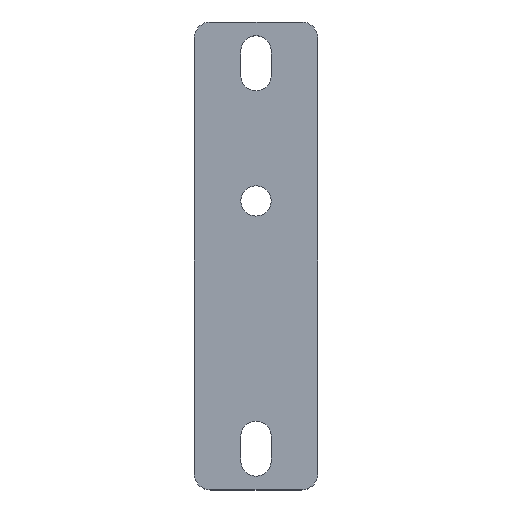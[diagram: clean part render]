
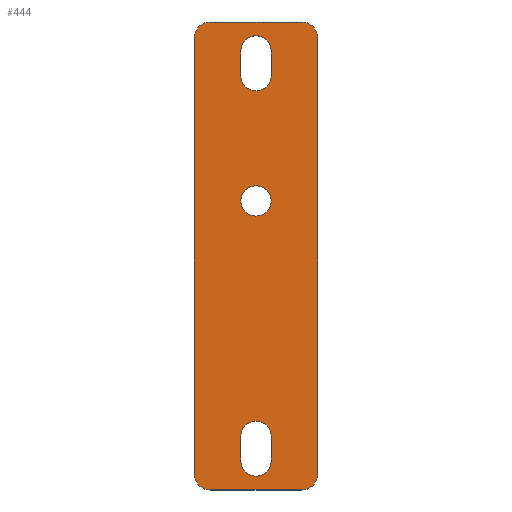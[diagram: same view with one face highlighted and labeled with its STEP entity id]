
A CAD part, top view. The second image highlights one B-rep face of the part: STEP entity #444.
In plain terms, the highlighted planar face has unit normal (0, 0, 1).
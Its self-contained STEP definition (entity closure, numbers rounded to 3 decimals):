
#57 = CARTESIAN_POINT ( 'NONE',  ( 16.5, -79., 4. ) ) ;
#80 = ORIENTED_EDGE ( 'NONE', *, *, #3226, .F. ) ;
#140 = CARTESIAN_POINT ( 'NONE',  ( -5.5, -65.5, 4. ) ) ;
#151 = DIRECTION ( 'NONE',  ( 0., -1., 0. ) ) ;
#196 = EDGE_CURVE ( 'NONE', #2291, #396, #3685, .T. ) ;
#211 = VERTEX_POINT ( 'NONE', #2629 ) ;
#225 = LINE ( 'NONE', #2795, #1056 ) ;
#289 = ORIENTED_EDGE ( 'NONE', *, *, #3546, .T. ) ;
#325 = DIRECTION ( 'NONE',  ( 0., 1., 0. ) ) ;
#396 = VERTEX_POINT ( 'NONE', #3700 ) ;
#402 = DIRECTION ( 'NONE',  ( 1., 0., 0. ) ) ;
#440 = CARTESIAN_POINT ( 'NONE',  ( 16.5, 79., 4. ) ) ;
#444 = ADVANCED_FACE ( 'NONE', ( #2104, #3032, #3355, #1192 ), #2893, .T. ) ;
#449 = DIRECTION ( 'NONE',  ( 0., 0., 1. ) ) ;
#501 = LINE ( 'NONE', #4471, #2219 ) ;
#565 = CARTESIAN_POINT ( 'NONE',  ( 5.5, 65.5, 4. ) ) ;
#587 = AXIS2_PLACEMENT_3D ( 'NONE', #959, #3380, #1311 ) ;
#613 = CIRCLE ( 'NONE', #3053, 6. ) ;
#764 = VECTOR ( 'NONE', #151, 1000. ) ;
#800 = DIRECTION ( 'NONE',  ( 1., 0., 0. ) ) ;
#823 = CARTESIAN_POINT ( 'NONE',  ( 0., 0., 4. ) ) ;
#858 = CIRCLE ( 'NONE', #1344, 5.5 ) ;
#873 = AXIS2_PLACEMENT_3D ( 'NONE', #1553, #3959, #1888 ) ;
#896 = ORIENTED_EDGE ( 'NONE', *, *, #2468, .F. ) ;
#920 = EDGE_CURVE ( 'NONE', #3610, #2001, #1142, .T. ) ;
#959 = CARTESIAN_POINT ( 'NONE',  ( -16.5, 79., 4. ) ) ;
#971 = LINE ( 'NONE', #1728, #4420 ) ;
#1054 = DIRECTION ( 'NONE',  ( 0., 0., 1. ) ) ;
#1056 = VECTOR ( 'NONE', #4179, 1000. ) ;
#1062 = AXIS2_PLACEMENT_3D ( 'NONE', #2525, #449, #2875 ) ;
#1085 = DIRECTION ( 'NONE',  ( 0., 1., 0. ) ) ;
#1090 = CIRCLE ( 'NONE', #1062, 5.5 ) ;
#1122 = ORIENTED_EDGE ( 'NONE', *, *, #3482, .F. ) ;
#1142 = CIRCLE ( 'NONE', #2341, 5.5 ) ;
#1149 = CARTESIAN_POINT ( 'NONE',  ( 0., 74.5, 4. ) ) ;
#1160 = CIRCLE ( 'NONE', #2905, 6. ) ;
#1170 = DIRECTION ( 'NONE',  ( 1., 0., 0. ) ) ;
#1192 = FACE_OUTER_BOUND ( 'NONE', #4135, .T. ) ;
#1223 = EDGE_CURVE ( 'NONE', #1639, #3282, #1519, .T. ) ;
#1226 = ORIENTED_EDGE ( 'NONE', *, *, #4075, .T. ) ;
#1283 = CARTESIAN_POINT ( 'NONE',  ( -16.5, -85., 4. ) ) ;
#1311 = DIRECTION ( 'NONE',  ( 1., 0., 0. ) ) ;
#1344 = AXIS2_PLACEMENT_3D ( 'NONE', #1149, #3571, #1498 ) ;
#1357 = CARTESIAN_POINT ( 'NONE',  ( 22.5, -79., 4. ) ) ;
#1441 = CARTESIAN_POINT ( 'NONE',  ( 5.5, -74.5, 4. ) ) ;
#1450 = ORIENTED_EDGE ( 'NONE', *, *, #1992, .T. ) ;
#1498 = DIRECTION ( 'NONE',  ( 1., 0., 0. ) ) ;
#1519 = CIRCLE ( 'NONE', #873, 5.5 ) ;
#1537 = EDGE_CURVE ( 'NONE', #2057, #2897, #3730, .T. ) ;
#1553 = CARTESIAN_POINT ( 'NONE',  ( 0., -65.5, 4. ) ) ;
#1635 = CARTESIAN_POINT ( 'NONE',  ( 16.5, -85., 4. ) ) ;
#1639 = VERTEX_POINT ( 'NONE', #3210 ) ;
#1716 = DIRECTION ( 'NONE',  ( 0., 0., 1. ) ) ;
#1721 = CARTESIAN_POINT ( 'NONE',  ( 16.5, 85., 4. ) ) ;
#1728 = CARTESIAN_POINT ( 'NONE',  ( 5.5, 74.5, 4. ) ) ;
#1729 = CARTESIAN_POINT ( 'NONE',  ( -22.5, -79., 4. ) ) ;
#1733 = LINE ( 'NONE', #4356, #3469 ) ;
#1747 = EDGE_CURVE ( 'NONE', #2001, #4459, #971, .T. ) ;
#1803 = CARTESIAN_POINT ( 'NONE',  ( 0., 20., 4. ) ) ;
#1821 = ORIENTED_EDGE ( 'NONE', *, *, #1223, .F. ) ;
#1831 = AXIS2_PLACEMENT_3D ( 'NONE', #1803, #4221, #2140 ) ;
#1846 = EDGE_LOOP ( 'NONE', ( #80, #1924, #3766, #1122 ) ) ;
#1888 = DIRECTION ( 'NONE',  ( -1., 0., 0. ) ) ;
#1924 = ORIENTED_EDGE ( 'NONE', *, *, #1747, .F. ) ;
#1958 = LINE ( 'NONE', #3503, #2672 ) ;
#1992 = EDGE_CURVE ( 'NONE', #3077, #3741, #1733, .T. ) ;
#2001 = VERTEX_POINT ( 'NONE', #565 ) ;
#2028 = ORIENTED_EDGE ( 'NONE', *, *, #2065, .T. ) ;
#2057 = VERTEX_POINT ( 'NONE', #1635 ) ;
#2065 = EDGE_CURVE ( 'NONE', #4242, #2057, #4373, .T. ) ;
#2104 = FACE_BOUND ( 'NONE', #3540, .T. ) ;
#2131 = EDGE_CURVE ( 'NONE', #396, #3077, #4272, .T. ) ;
#2140 = DIRECTION ( 'NONE',  ( 1., 0., 0. ) ) ;
#2219 = VECTOR ( 'NONE', #325, 1000. ) ;
#2238 = ORIENTED_EDGE ( 'NONE', *, *, #2131, .T. ) ;
#2291 = VERTEX_POINT ( 'NONE', #1721 ) ;
#2341 = AXIS2_PLACEMENT_3D ( 'NONE', #3121, #1054, #3476 ) ;
#2354 = EDGE_CURVE ( 'NONE', #4099, #3092, #1090, .T. ) ;
#2468 = EDGE_CURVE ( 'NONE', #3282, #4099, #4422, .T. ) ;
#2473 = ORIENTED_EDGE ( 'NONE', *, *, #4447, .T. ) ;
#2483 = DIRECTION ( 'NONE',  ( 0., 0., 1. ) ) ;
#2525 = CARTESIAN_POINT ( 'NONE',  ( 0., -74.5, 4. ) ) ;
#2545 = VECTOR ( 'NONE', #4388, 1000. ) ;
#2566 = CIRCLE ( 'NONE', #1831, 5.5 ) ;
#2629 = CARTESIAN_POINT ( 'NONE',  ( 22.5, 79., 4. ) ) ;
#2632 = ORIENTED_EDGE ( 'NONE', *, *, #3615, .F. ) ;
#2668 = AXIS2_PLACEMENT_3D ( 'NONE', #823, #3242, #1170 ) ;
#2672 = VECTOR ( 'NONE', #1085, 1000. ) ;
#2768 = VECTOR ( 'NONE', #4002, 1000. ) ;
#2780 = CARTESIAN_POINT ( 'NONE',  ( 5.5, 20., 4. ) ) ;
#2795 = CARTESIAN_POINT ( 'NONE',  ( -5.5, 74.5, 4. ) ) ;
#2799 = CARTESIAN_POINT ( 'NONE',  ( -22.5, 79., 4. ) ) ;
#2870 = DIRECTION ( 'NONE',  ( 0., 0., 1. ) ) ;
#2875 = DIRECTION ( 'NONE',  ( -1., 0., 0. ) ) ;
#2893 = PLANE ( 'NONE',  #2668 ) ;
#2897 = VERTEX_POINT ( 'NONE', #1357 ) ;
#2905 = AXIS2_PLACEMENT_3D ( 'NONE', #440, #2870, #800 ) ;
#2957 = ORIENTED_EDGE ( 'NONE', *, *, #1537, .T. ) ;
#2961 = AXIS2_PLACEMENT_3D ( 'NONE', #57, #2483, #402 ) ;
#2963 = CARTESIAN_POINT ( 'NONE',  ( -22.5, 85., 4. ) ) ;
#3032 = FACE_BOUND ( 'NONE', #4276, .T. ) ;
#3053 = AXIS2_PLACEMENT_3D ( 'NONE', #3791, #1716, #4129 ) ;
#3067 = ORIENTED_EDGE ( 'NONE', *, *, #196, .T. ) ;
#3077 = VERTEX_POINT ( 'NONE', #2799 ) ;
#3092 = VERTEX_POINT ( 'NONE', #1441 ) ;
#3112 = VERTEX_POINT ( 'NONE', #3527 ) ;
#3121 = CARTESIAN_POINT ( 'NONE',  ( 0., 65.5, 4. ) ) ;
#3187 = CARTESIAN_POINT ( 'NONE',  ( -5.5, 65.5, 4. ) ) ;
#3210 = CARTESIAN_POINT ( 'NONE',  ( 5.5, -65.5, 4. ) ) ;
#3226 = EDGE_CURVE ( 'NONE', #4459, #3112, #858, .T. ) ;
#3242 = DIRECTION ( 'NONE',  ( 0., 0., 1. ) ) ;
#3278 = CARTESIAN_POINT ( 'NONE',  ( -5.5, -74.5, 4. ) ) ;
#3282 = VERTEX_POINT ( 'NONE', #140 ) ;
#3355 = FACE_BOUND ( 'NONE', #1846, .T. ) ;
#3380 = DIRECTION ( 'NONE',  ( 0., 0., 1. ) ) ;
#3443 = CARTESIAN_POINT ( 'NONE',  ( 5.5, 74.5, 4. ) ) ;
#3459 = DIRECTION ( 'NONE',  ( 0., 1., 0. ) ) ;
#3469 = VECTOR ( 'NONE', #3669, 1000. ) ;
#3476 = DIRECTION ( 'NONE',  ( 1., 0., 0. ) ) ;
#3482 = EDGE_CURVE ( 'NONE', #3112, #3610, #225, .T. ) ;
#3503 = CARTESIAN_POINT ( 'NONE',  ( 22.5, 85., 4. ) ) ;
#3527 = CARTESIAN_POINT ( 'NONE',  ( -5.5, 74.5, 4. ) ) ;
#3540 = EDGE_LOOP ( 'NONE', ( #2632 ) ) ;
#3546 = EDGE_CURVE ( 'NONE', #2897, #211, #1958, .T. ) ;
#3560 = ORIENTED_EDGE ( 'NONE', *, *, #2354, .F. ) ;
#3571 = DIRECTION ( 'NONE',  ( 0., 0., 1. ) ) ;
#3610 = VERTEX_POINT ( 'NONE', #3187 ) ;
#3615 = EDGE_CURVE ( 'NONE', #3862, #3862, #2566, .T. ) ;
#3661 = ORIENTED_EDGE ( 'NONE', *, *, #4454, .F. ) ;
#3669 = DIRECTION ( 'NONE',  ( 0., -1., 0. ) ) ;
#3685 = LINE ( 'NONE', #2963, #2768 ) ;
#3700 = CARTESIAN_POINT ( 'NONE',  ( -16.5, 85., 4. ) ) ;
#3730 = CIRCLE ( 'NONE', #2961, 6. ) ;
#3741 = VERTEX_POINT ( 'NONE', #1729 ) ;
#3766 = ORIENTED_EDGE ( 'NONE', *, *, #920, .F. ) ;
#3791 = CARTESIAN_POINT ( 'NONE',  ( -16.5, -79., 4. ) ) ;
#3862 = VERTEX_POINT ( 'NONE', #2780 ) ;
#3959 = DIRECTION ( 'NONE',  ( 0., 0., 1. ) ) ;
#4002 = DIRECTION ( 'NONE',  ( -1., 0., 0. ) ) ;
#4038 = CARTESIAN_POINT ( 'NONE',  ( -22.5, -85., 4. ) ) ;
#4075 = EDGE_CURVE ( 'NONE', #211, #2291, #1160, .T. ) ;
#4099 = VERTEX_POINT ( 'NONE', #4260 ) ;
#4129 = DIRECTION ( 'NONE',  ( 1., 0., 0. ) ) ;
#4135 = EDGE_LOOP ( 'NONE', ( #2028, #2957, #289, #1226, #3067, #2238, #1450, #2473 ) ) ;
#4179 = DIRECTION ( 'NONE',  ( 0., -1., 0. ) ) ;
#4221 = DIRECTION ( 'NONE',  ( 0., 0., 1. ) ) ;
#4242 = VERTEX_POINT ( 'NONE', #1283 ) ;
#4260 = CARTESIAN_POINT ( 'NONE',  ( -5.5, -74.5, 4. ) ) ;
#4272 = CIRCLE ( 'NONE', #587, 6. ) ;
#4276 = EDGE_LOOP ( 'NONE', ( #3560, #896, #1821, #3661 ) ) ;
#4356 = CARTESIAN_POINT ( 'NONE',  ( -22.5, 85., 4. ) ) ;
#4373 = LINE ( 'NONE', #4038, #2545 ) ;
#4388 = DIRECTION ( 'NONE',  ( 1., 0., 0. ) ) ;
#4420 = VECTOR ( 'NONE', #3459, 1000. ) ;
#4422 = LINE ( 'NONE', #3278, #764 ) ;
#4447 = EDGE_CURVE ( 'NONE', #3741, #4242, #613, .T. ) ;
#4454 = EDGE_CURVE ( 'NONE', #3092, #1639, #501, .T. ) ;
#4459 = VERTEX_POINT ( 'NONE', #3443 ) ;
#4471 = CARTESIAN_POINT ( 'NONE',  ( 5.5, -74.5, 4. ) ) ;
